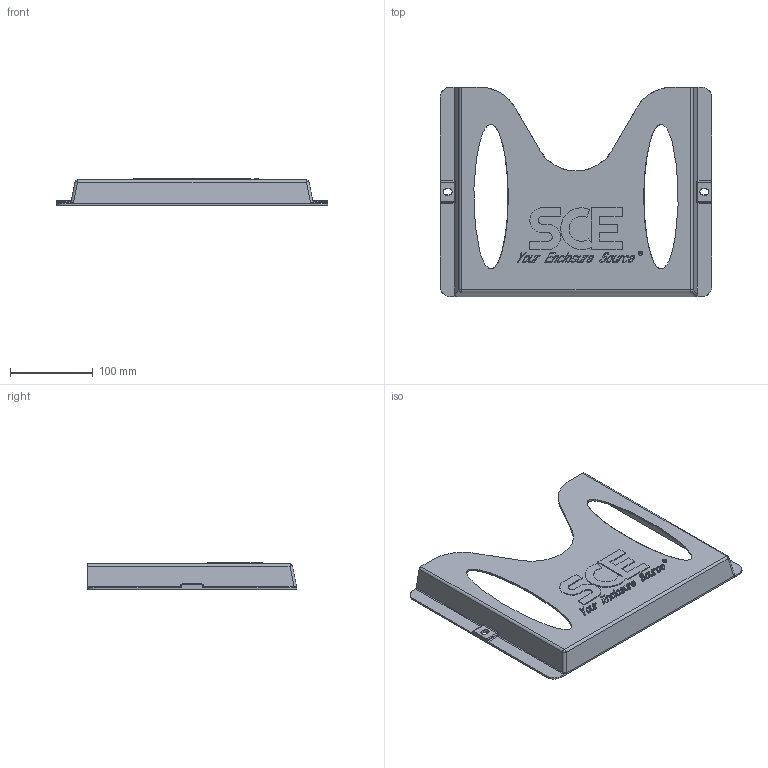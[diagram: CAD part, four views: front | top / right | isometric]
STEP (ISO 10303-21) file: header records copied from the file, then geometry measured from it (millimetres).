
FILE_DESCRIPTION (( 'STEP AP214' ), '1' );
FILE_NAME ('SCE-PP101201.STEP', '2022-07-26T16:45:22', ( '' ), ( '' ), 'SwSTEP 2.0', 'SolidWorks 2021', '' );
FILE_SCHEMA (( 'AUTOMOTIVE_DESIGN' ));
Length unit declared in the file: inch
Products named in the file (1): SCE-PP101201
Bounding box: 329.54 x 254.18 x 31.88 mm (x, y, z)
Volume: 165746.1 mm3; surface area: 162901.5 mm2
Topology: 1 solids, 1 shells, 774 faces, 2188 edges, 1446 vertices
Faces by surface type: plane 704, cylinder 45, bspline 10, cone 9, sphere 6
Entity records: 25665 total; most frequent: CARTESIAN_POINT 5831, ORIENTED_EDGE 4368, DIRECTION 3665, EDGE_CURVE 2184, VECTOR 1987, LINE 1987, VERTEX_POINT 1446, AXIS2_PLACEMENT_3D 839
